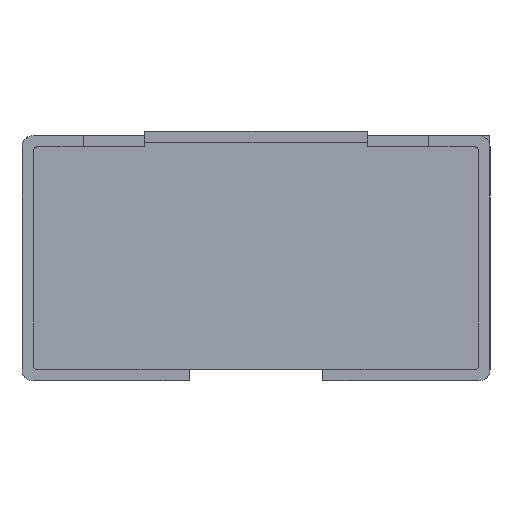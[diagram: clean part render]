
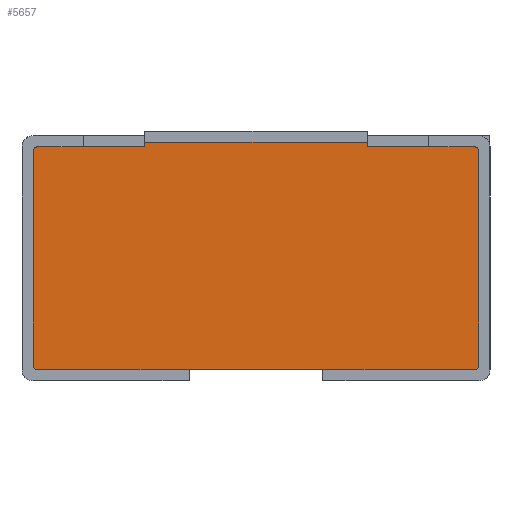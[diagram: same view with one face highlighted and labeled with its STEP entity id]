
A CAD part, left-side view. The second image highlights one B-rep face of the part: STEP entity #5657.
In plain terms, the highlighted planar face has unit normal (-1, 0, 0).
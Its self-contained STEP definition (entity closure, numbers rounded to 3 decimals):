
#445=CIRCLE('',#5987,0.01);
#447=CIRCLE('',#5991,0.01);
#449=CIRCLE('',#5994,0.01);
#451=CIRCLE('',#5998,0.01);
#528=FACE_OUTER_BOUND('',#836,.T.);
#836=EDGE_LOOP('',(#3891,#3892,#3893,#3894,#3895,#3896,#3897,#3898,#3899,
#3900,#3901,#3902,#3903,#3904,#3905,#3906));
#1174=LINE('',#7335,#1750);
#1207=LINE('',#7410,#1783);
#1209=LINE('',#7415,#1785);
#1213=LINE('',#7424,#1789);
#1219=LINE('',#7436,#1795);
#1223=LINE('',#7448,#1799);
#1227=LINE('',#7463,#1803);
#1230=LINE('',#7474,#1806);
#1232=LINE('',#7478,#1808);
#1233=LINE('',#7479,#1809);
#1234=LINE('',#7481,#1810);
#1235=LINE('',#7482,#1811);
#1750=VECTOR('',#6273,10.);
#1783=VECTOR('',#6324,10.);
#1785=VECTOR('',#6328,10.);
#1789=VECTOR('',#6334,10.);
#1795=VECTOR('',#6342,10.);
#1799=VECTOR('',#6354,10.);
#1803=VECTOR('',#6372,10.);
#1806=VECTOR('',#6383,10.);
#1808=VECTOR('',#6387,10.);
#1809=VECTOR('',#6388,10.);
#1810=VECTOR('',#6389,10.);
#1811=VECTOR('',#6390,10.);
#2322=VERTEX_POINT('',#7332);
#2323=VERTEX_POINT('',#7334);
#2356=VERTEX_POINT('',#7408);
#2358=VERTEX_POINT('',#7414);
#2360=VERTEX_POINT('',#7420);
#2362=VERTEX_POINT('',#7423);
#2365=VERTEX_POINT('',#7430);
#2367=VERTEX_POINT('',#7434);
#2369=VERTEX_POINT('',#7440);
#2371=VERTEX_POINT('',#7446);
#2373=VERTEX_POINT('',#7455);
#2375=VERTEX_POINT('',#7461);
#2378=VERTEX_POINT('',#7471);
#2379=VERTEX_POINT('',#7473);
#2380=VERTEX_POINT('',#7477);
#2381=VERTEX_POINT('',#7480);
#2910=EDGE_CURVE('',#2322,#2323,#1174,.T.);
#2948=EDGE_CURVE('',#2356,#2322,#1207,.T.);
#2950=EDGE_CURVE('',#2323,#2358,#1209,.T.);
#2954=EDGE_CURVE('',#2360,#2362,#1213,.T.);
#2960=EDGE_CURVE('',#2367,#2365,#1219,.T.);
#2963=EDGE_CURVE('',#2369,#2367,#445,.T.);
#2966=EDGE_CURVE('',#2371,#2369,#1223,.T.);
#2968=EDGE_CURVE('',#2358,#2371,#447,.T.);
#2971=EDGE_CURVE('',#2373,#2356,#449,.T.);
#2974=EDGE_CURVE('',#2375,#2373,#1227,.T.);
#2976=EDGE_CURVE('',#2362,#2375,#451,.T.);
#2979=EDGE_CURVE('',#2378,#2379,#1230,.T.);
#2981=EDGE_CURVE('',#2380,#2378,#1232,.T.);
#2982=EDGE_CURVE('',#2365,#2380,#1233,.T.);
#2983=EDGE_CURVE('',#2381,#2360,#1234,.T.);
#2984=EDGE_CURVE('',#2379,#2381,#1235,.T.);
#3891=ORIENTED_EDGE('',*,*,#2979,.F.);
#3892=ORIENTED_EDGE('',*,*,#2981,.F.);
#3893=ORIENTED_EDGE('',*,*,#2982,.F.);
#3894=ORIENTED_EDGE('',*,*,#2960,.F.);
#3895=ORIENTED_EDGE('',*,*,#2963,.F.);
#3896=ORIENTED_EDGE('',*,*,#2966,.F.);
#3897=ORIENTED_EDGE('',*,*,#2968,.F.);
#3898=ORIENTED_EDGE('',*,*,#2950,.F.);
#3899=ORIENTED_EDGE('',*,*,#2910,.F.);
#3900=ORIENTED_EDGE('',*,*,#2948,.F.);
#3901=ORIENTED_EDGE('',*,*,#2971,.F.);
#3902=ORIENTED_EDGE('',*,*,#2974,.F.);
#3903=ORIENTED_EDGE('',*,*,#2976,.F.);
#3904=ORIENTED_EDGE('',*,*,#2954,.F.);
#3905=ORIENTED_EDGE('',*,*,#2983,.F.);
#3906=ORIENTED_EDGE('',*,*,#2984,.F.);
#5488=PLANE('',#6000);
#5657=ADVANCED_FACE('',(#528),#5488,.T.);
#5987=AXIS2_PLACEMENT_3D('',#7442,#6348,#6349);
#5991=AXIS2_PLACEMENT_3D('',#7451,#6359,#6360);
#5994=AXIS2_PLACEMENT_3D('',#7457,#6366,#6367);
#5998=AXIS2_PLACEMENT_3D('',#7466,#6377,#6378);
#6000=AXIS2_PLACEMENT_3D('',#7476,#6385,#6386);
#6273=DIRECTION('',(0.,1.,0.));
#6324=DIRECTION('',(0.,1.,0.));
#6328=DIRECTION('',(0.,1.,0.));
#6334=DIRECTION('',(0.,-1.,0.));
#6342=DIRECTION('',(0.,-1.,0.));
#6348=DIRECTION('center_axis',(1.,0.,0.));
#6349=DIRECTION('ref_axis',(0.,0.,1.));
#6354=DIRECTION('',(0.,0.,1.));
#6359=DIRECTION('center_axis',(1.,0.,0.));
#6360=DIRECTION('ref_axis',(0.,1.,0.));
#6366=DIRECTION('center_axis',(1.,0.,0.));
#6367=DIRECTION('ref_axis',(0.,0.,-1.));
#6372=DIRECTION('',(0.,0.,-1.));
#6377=DIRECTION('center_axis',(1.,0.,0.));
#6378=DIRECTION('ref_axis',(0.,-1.,0.));
#6383=DIRECTION('',(0.,-1.,0.));
#6385=DIRECTION('center_axis',(-1.,0.,0.));
#6386=DIRECTION('ref_axis',(0.,-1.,0.));
#6387=DIRECTION('',(0.,0.,1.));
#6388=DIRECTION('',(0.,-1.,0.));
#6389=DIRECTION('',(0.,-1.,0.));
#6390=DIRECTION('',(0.,0.,-1.));
#7332=CARTESIAN_POINT('',(-1.015,-0.15,0.025));
#7334=CARTESIAN_POINT('',(-1.015,0.15,0.025));
#7335=CARTESIAN_POINT('',(-1.015,0.,0.025));
#7408=CARTESIAN_POINT('',(-1.015,-0.49,0.025));
#7410=CARTESIAN_POINT('',(-1.015,0.49,0.025));
#7414=CARTESIAN_POINT('',(-1.015,0.49,0.025));
#7415=CARTESIAN_POINT('',(-1.015,0.49,0.025));
#7420=CARTESIAN_POINT('',(-1.015,-0.387,0.525));
#7423=CARTESIAN_POINT('',(-1.015,-0.49,0.525));
#7424=CARTESIAN_POINT('',(-1.015,-0.49,0.525));
#7430=CARTESIAN_POINT('',(-1.015,0.387,0.525));
#7434=CARTESIAN_POINT('',(-1.015,0.49,0.525));
#7436=CARTESIAN_POINT('',(-1.015,0.25,0.525));
#7440=CARTESIAN_POINT('',(-1.015,0.5,0.515));
#7442=CARTESIAN_POINT('Origin',(-1.015,0.49,0.515));
#7446=CARTESIAN_POINT('',(-1.015,0.5,0.035));
#7448=CARTESIAN_POINT('',(-1.015,0.5,0.515));
#7451=CARTESIAN_POINT('Origin',(-1.015,0.49,0.035));
#7455=CARTESIAN_POINT('',(-1.015,-0.5,0.035));
#7457=CARTESIAN_POINT('Origin',(-1.015,-0.49,0.035));
#7461=CARTESIAN_POINT('',(-1.015,-0.5,0.515));
#7463=CARTESIAN_POINT('',(-1.015,-0.5,0.035));
#7466=CARTESIAN_POINT('Origin',(-1.015,-0.49,0.515));
#7471=CARTESIAN_POINT('',(-1.015,0.25,0.535));
#7473=CARTESIAN_POINT('',(-1.015,-0.25,0.535));
#7474=CARTESIAN_POINT('',(-1.015,-0.225,0.535));
#7476=CARTESIAN_POINT('Origin',(-1.015,0.,0.28));
#7477=CARTESIAN_POINT('',(-1.015,0.25,0.525));
#7478=CARTESIAN_POINT('',(-1.015,0.25,0.14));
#7479=CARTESIAN_POINT('',(-1.015,0.159,0.525));
#7480=CARTESIAN_POINT('',(-1.015,-0.25,0.525));
#7481=CARTESIAN_POINT('',(-1.015,-0.159,0.525));
#7482=CARTESIAN_POINT('',(-1.015,-0.25,0.14));
